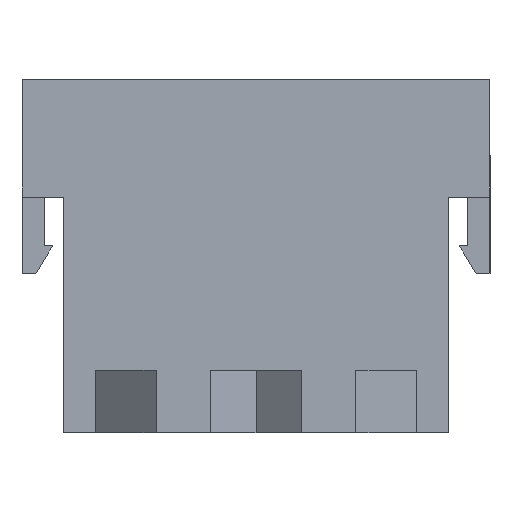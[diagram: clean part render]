
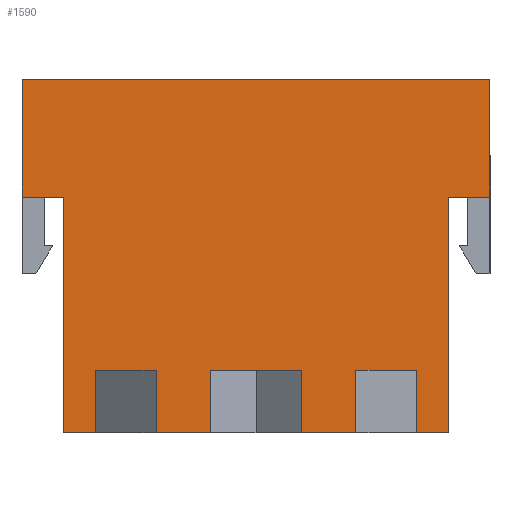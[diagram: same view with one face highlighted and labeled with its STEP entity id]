
A CAD part, left-side view. The second image highlights one B-rep face of the part: STEP entity #1590.
In plain terms, the highlighted planar face has unit normal (-1, 0, 0).
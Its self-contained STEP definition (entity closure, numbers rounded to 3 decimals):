
#1518=AXIS2_PLACEMENT_3D('Plane Axis2P3D',#1515,#1516,#1517) ;
#41=CARTESIAN_POINT('Vertex',(0.,30.6,16.93)) ;
#46=CARTESIAN_POINT('Line Origine',(0.,32.1,16.93)) ;
#50=CARTESIAN_POINT('Vertex',(0.,33.6,16.93)) ;
#116=CARTESIAN_POINT('Vertex',(0.,0.,16.93)) ;
#119=CARTESIAN_POINT('Line Origine',(0.,1.5,16.93)) ;
#123=CARTESIAN_POINT('Vertex',(0.,3.,16.93)) ;
#178=CARTESIAN_POINT('Line Origine',(0.,3.,8.465)) ;
#182=CARTESIAN_POINT('Vertex',(0.,3.,0.)) ;
#259=CARTESIAN_POINT('Vertex',(0.,0.,25.4)) ;
#262=CARTESIAN_POINT('Line Origine',(0.,0.,21.165)) ;
#398=CARTESIAN_POINT('Vertex',(0.,5.3,0.)) ;
#401=CARTESIAN_POINT('Line Origine',(0.,5.3,2.25)) ;
#405=CARTESIAN_POINT('Vertex',(0.,5.3,4.5)) ;
#429=CARTESIAN_POINT('Vertex',(0.,9.624,4.5)) ;
#432=CARTESIAN_POINT('Line Origine',(0.,7.462,4.5)) ;
#448=CARTESIAN_POINT('Line Origine',(0.,9.624,2.25)) ;
#452=CARTESIAN_POINT('Vertex',(0.,9.624,0.)) ;
#485=CARTESIAN_POINT('Vertex',(0.,13.524,0.)) ;
#488=CARTESIAN_POINT('Line Origine',(0.,13.524,2.25)) ;
#492=CARTESIAN_POINT('Vertex',(0.,13.524,4.5)) ;
#511=CARTESIAN_POINT('Vertex',(0.,20.076,4.5)) ;
#514=CARTESIAN_POINT('Line Origine',(0.,16.8,4.5)) ;
#530=CARTESIAN_POINT('Line Origine',(0.,20.076,2.25)) ;
#534=CARTESIAN_POINT('Vertex',(0.,20.076,0.)) ;
#1332=CARTESIAN_POINT('Line Origine',(0.,33.6,21.165)) ;
#1336=CARTESIAN_POINT('Vertex',(0.,33.6,25.4)) ;
#1408=CARTESIAN_POINT('Vertex',(0.,30.6,0.)) ;
#1413=CARTESIAN_POINT('Line Origine',(0.,30.6,8.465)) ;
#1515=CARTESIAN_POINT('Axis2P3D Location',(0.,33.6,25.4)) ;
#1520=CARTESIAN_POINT('Line Origine',(0.,28.3,2.25)) ;
#1524=CARTESIAN_POINT('Vertex',(0.,28.3,0.)) ;
#1526=CARTESIAN_POINT('Vertex',(0.,28.3,4.5)) ;
#1529=CARTESIAN_POINT('Line Origine',(0.,26.138,4.5)) ;
#1533=CARTESIAN_POINT('Vertex',(0.,23.976,4.5)) ;
#1536=CARTESIAN_POINT('Line Origine',(0.,23.976,2.25)) ;
#1540=CARTESIAN_POINT('Vertex',(0.,23.976,0.)) ;
#1543=CARTESIAN_POINT('Line Origine',(0.,22.026,0.)) ;
#1548=CARTESIAN_POINT('Line Origine',(0.,11.574,0.)) ;
#1553=CARTESIAN_POINT('Line Origine',(0.,4.15,0.)) ;
#1558=CARTESIAN_POINT('Line Origine',(0.,16.8,25.4)) ;
#1563=CARTESIAN_POINT('Line Origine',(0.,29.45,0.)) ;
#47=DIRECTION('Vector Direction',(0.,1.,0.)) ;
#120=DIRECTION('Vector Direction',(0.,-1.,0.)) ;
#179=DIRECTION('Vector Direction',(0.,0.,1.)) ;
#263=DIRECTION('Vector Direction',(0.,0.,-1.)) ;
#402=DIRECTION('Vector Direction',(0.,0.,1.)) ;
#433=DIRECTION('Vector Direction',(0.,-1.,0.)) ;
#449=DIRECTION('Vector Direction',(0.,0.,1.)) ;
#489=DIRECTION('Vector Direction',(0.,0.,1.)) ;
#515=DIRECTION('Vector Direction',(0.,-1.,0.)) ;
#531=DIRECTION('Vector Direction',(0.,0.,1.)) ;
#1333=DIRECTION('Vector Direction',(0.,0.,-1.)) ;
#1414=DIRECTION('Vector Direction',(0.,0.,1.)) ;
#1516=DIRECTION('Axis2P3D Direction',(1.,0.,0.)) ;
#1517=DIRECTION('Axis2P3D XDirection',(0.,-1.,0.)) ;
#1521=DIRECTION('Vector Direction',(0.,0.,1.)) ;
#1530=DIRECTION('Vector Direction',(0.,1.,0.)) ;
#1537=DIRECTION('Vector Direction',(0.,0.,1.)) ;
#1544=DIRECTION('Vector Direction',(0.,-1.,0.)) ;
#1549=DIRECTION('Vector Direction',(0.,-1.,0.)) ;
#1554=DIRECTION('Vector Direction',(0.,-1.,0.)) ;
#1559=DIRECTION('Vector Direction',(0.,-1.,0.)) ;
#1564=DIRECTION('Vector Direction',(0.,-1.,0.)) ;
#48=VECTOR('Line Direction',#47,1.) ;
#121=VECTOR('Line Direction',#120,1.) ;
#180=VECTOR('Line Direction',#179,1.) ;
#264=VECTOR('Line Direction',#263,1.) ;
#403=VECTOR('Line Direction',#402,1.) ;
#434=VECTOR('Line Direction',#433,1.) ;
#450=VECTOR('Line Direction',#449,1.) ;
#490=VECTOR('Line Direction',#489,1.) ;
#516=VECTOR('Line Direction',#515,1.) ;
#532=VECTOR('Line Direction',#531,1.) ;
#1334=VECTOR('Line Direction',#1333,1.) ;
#1415=VECTOR('Line Direction',#1414,1.) ;
#1522=VECTOR('Line Direction',#1521,1.) ;
#1531=VECTOR('Line Direction',#1530,1.) ;
#1538=VECTOR('Line Direction',#1537,1.) ;
#1545=VECTOR('Line Direction',#1544,1.) ;
#1550=VECTOR('Line Direction',#1549,1.) ;
#1555=VECTOR('Line Direction',#1554,1.) ;
#1560=VECTOR('Line Direction',#1559,1.) ;
#1565=VECTOR('Line Direction',#1564,1.) ;
#1569=ORIENTED_EDGE('',*,*,#1528,.T.) ;
#1570=ORIENTED_EDGE('',*,*,#1535,.T.) ;
#1571=ORIENTED_EDGE('',*,*,#1542,.F.) ;
#1572=ORIENTED_EDGE('',*,*,#1547,.T.) ;
#1573=ORIENTED_EDGE('',*,*,#536,.T.) ;
#1574=ORIENTED_EDGE('',*,*,#518,.F.) ;
#1575=ORIENTED_EDGE('',*,*,#494,.F.) ;
#1576=ORIENTED_EDGE('',*,*,#1552,.T.) ;
#1577=ORIENTED_EDGE('',*,*,#454,.T.) ;
#1578=ORIENTED_EDGE('',*,*,#436,.F.) ;
#1579=ORIENTED_EDGE('',*,*,#407,.F.) ;
#1580=ORIENTED_EDGE('',*,*,#1557,.T.) ;
#1581=ORIENTED_EDGE('',*,*,#184,.T.) ;
#1582=ORIENTED_EDGE('',*,*,#125,.T.) ;
#1583=ORIENTED_EDGE('',*,*,#266,.F.) ;
#1584=ORIENTED_EDGE('',*,*,#1562,.F.) ;
#1585=ORIENTED_EDGE('',*,*,#1338,.T.) ;
#1586=ORIENTED_EDGE('',*,*,#52,.F.) ;
#1587=ORIENTED_EDGE('',*,*,#1417,.F.) ;
#1588=ORIENTED_EDGE('',*,*,#1567,.T.) ;
#1590=ADVANCED_FACE('Hauptkoerper',(#1589),#1519,.F.) ;
#52=EDGE_CURVE('',#42,#51,#49,.T.) ;
#125=EDGE_CURVE('',#124,#117,#122,.T.) ;
#184=EDGE_CURVE('',#183,#124,#181,.T.) ;
#266=EDGE_CURVE('',#260,#117,#265,.T.) ;
#407=EDGE_CURVE('',#399,#406,#404,.T.) ;
#436=EDGE_CURVE('',#406,#430,#435,.F.) ;
#454=EDGE_CURVE('',#453,#430,#451,.T.) ;
#494=EDGE_CURVE('',#486,#493,#491,.T.) ;
#518=EDGE_CURVE('',#493,#512,#517,.F.) ;
#536=EDGE_CURVE('',#535,#512,#533,.T.) ;
#1338=EDGE_CURVE('',#1337,#51,#1335,.T.) ;
#1417=EDGE_CURVE('',#1409,#42,#1416,.T.) ;
#1528=EDGE_CURVE('',#1525,#1527,#1523,.T.) ;
#1535=EDGE_CURVE('',#1527,#1534,#1532,.F.) ;
#1542=EDGE_CURVE('',#1541,#1534,#1539,.T.) ;
#1547=EDGE_CURVE('',#1541,#535,#1546,.T.) ;
#1552=EDGE_CURVE('',#486,#453,#1551,.T.) ;
#1557=EDGE_CURVE('',#399,#183,#1556,.T.) ;
#1562=EDGE_CURVE('',#1337,#260,#1561,.T.) ;
#1567=EDGE_CURVE('',#1409,#1525,#1566,.T.) ;
#1568=EDGE_LOOP('',(#1569,#1570,#1571,#1572,#1573,#1574,#1575,#1576,#1577,#1578,#1579,#1580,#1581,#1582,#1583,#1584,#1585,#1586,#1587,#1588)) ;
#1589=FACE_OUTER_BOUND('',#1568,.T.) ;
#49=LINE('Line',#46,#48) ;
#122=LINE('Line',#119,#121) ;
#181=LINE('Line',#178,#180) ;
#265=LINE('Line',#262,#264) ;
#404=LINE('Line',#401,#403) ;
#435=LINE('Line',#432,#434) ;
#451=LINE('Line',#448,#450) ;
#491=LINE('Line',#488,#490) ;
#517=LINE('Line',#514,#516) ;
#533=LINE('Line',#530,#532) ;
#1335=LINE('Line',#1332,#1334) ;
#1416=LINE('Line',#1413,#1415) ;
#1523=LINE('Line',#1520,#1522) ;
#1532=LINE('Line',#1529,#1531) ;
#1539=LINE('Line',#1536,#1538) ;
#1546=LINE('Line',#1543,#1545) ;
#1551=LINE('Line',#1548,#1550) ;
#1556=LINE('Line',#1553,#1555) ;
#1561=LINE('Line',#1558,#1560) ;
#1566=LINE('Line',#1563,#1565) ;
#1519=PLANE('',#1518) ;
#42=VERTEX_POINT('',#41) ;
#51=VERTEX_POINT('',#50) ;
#117=VERTEX_POINT('',#116) ;
#124=VERTEX_POINT('',#123) ;
#183=VERTEX_POINT('',#182) ;
#260=VERTEX_POINT('',#259) ;
#399=VERTEX_POINT('',#398) ;
#406=VERTEX_POINT('',#405) ;
#430=VERTEX_POINT('',#429) ;
#453=VERTEX_POINT('',#452) ;
#486=VERTEX_POINT('',#485) ;
#493=VERTEX_POINT('',#492) ;
#512=VERTEX_POINT('',#511) ;
#535=VERTEX_POINT('',#534) ;
#1337=VERTEX_POINT('',#1336) ;
#1409=VERTEX_POINT('',#1408) ;
#1525=VERTEX_POINT('',#1524) ;
#1527=VERTEX_POINT('',#1526) ;
#1534=VERTEX_POINT('',#1533) ;
#1541=VERTEX_POINT('',#1540) ;
